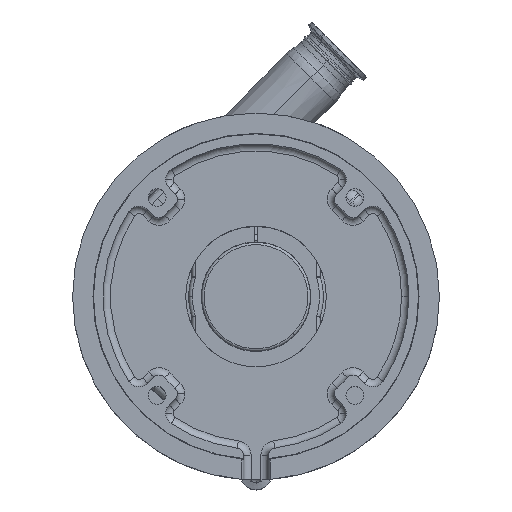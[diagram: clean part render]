
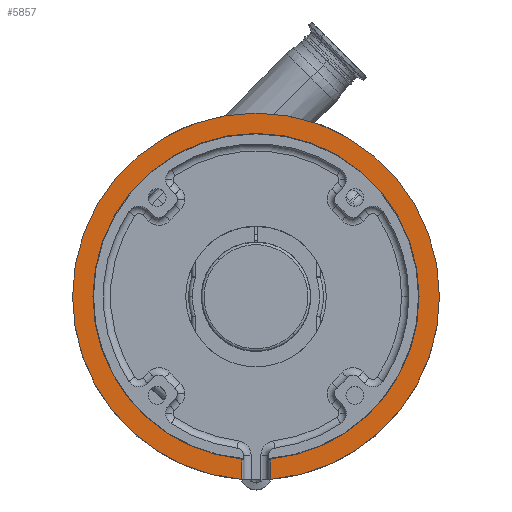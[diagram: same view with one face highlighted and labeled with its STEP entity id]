
A CAD part, top view. The second image highlights one B-rep face of the part: STEP entity #5857.
In plain terms, the highlighted planar face has unit normal (0, 0, 1).
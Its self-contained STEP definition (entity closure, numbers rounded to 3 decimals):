
#478 = DIRECTION ( 'NONE',  ( 0., 0., -1. ) ) ;
#729 = CARTESIAN_POINT ( 'NONE',  ( 11.528, -149.556, 197. ) ) ;
#1084 = VERTEX_POINT ( 'NONE', #4332 ) ;
#1756 = DIRECTION ( 'NONE',  ( 0., 0., -1. ) ) ;
#1904 = VECTOR ( 'NONE', #3227, 1000. ) ;
#2028 = CARTESIAN_POINT ( 'NONE',  ( -133.35, 0., 197. ) ) ;
#2030 = CIRCLE ( 'NONE', #10803, 133.35 ) ;
#2367 = ORIENTED_EDGE ( 'NONE', *, *, #20060, .F. ) ;
#2967 = DIRECTION ( 'NONE',  ( 0., 0., -1. ) ) ;
#2993 = CARTESIAN_POINT ( 'NONE',  ( 11.528, -170.402, 197. ) ) ;
#3227 = DIRECTION ( 'NONE',  ( 0., 1., 0. ) ) ;
#3643 = CARTESIAN_POINT ( 'NONE',  ( 0., 0., 197. ) ) ;
#4281 = CARTESIAN_POINT ( 'NONE',  ( 0., 0., 197. ) ) ;
#4329 = VERTEX_POINT ( 'NONE', #4695 ) ;
#4332 = CARTESIAN_POINT ( 'NONE',  ( 150., 0., 197. ) ) ;
#4676 = CARTESIAN_POINT ( 'NONE',  ( 0., 0., 197. ) ) ;
#4695 = CARTESIAN_POINT ( 'NONE',  ( -11.528, -149.556, 197. ) ) ;
#4750 = DIRECTION ( 'NONE',  ( -1., 0., 0. ) ) ;
#5186 = CIRCLE ( 'NONE', #5961, 150. ) ;
#5375 = CIRCLE ( 'NONE', #14174, 150. ) ;
#5857 = ADVANCED_FACE ( 'NONE', ( #15570 ), #17478, .T. ) ;
#5961 = AXIS2_PLACEMENT_3D ( 'NONE', #3643, #10702, #14272 ) ;
#6591 = ORIENTED_EDGE ( 'NONE', *, *, #18213, .T. ) ;
#6615 = CARTESIAN_POINT ( 'NONE',  ( 0., 0., 197. ) ) ;
#6737 = DIRECTION ( 'NONE',  ( -1., 0., 0. ) ) ;
#6773 = DIRECTION ( 'NONE',  ( 1., 0., 0. ) ) ;
#7512 = CIRCLE ( 'NONE', #10571, 150. ) ;
#8569 = EDGE_CURVE ( 'NONE', #14444, #1084, #5186, .T. ) ;
#8811 = EDGE_CURVE ( 'NONE', #4329, #14444, #7512, .T. ) ;
#8814 = ORIENTED_EDGE ( 'NONE', *, *, #13826, .T. ) ;
#9720 = EDGE_CURVE ( 'NONE', #13778, #11309, #12935, .T. ) ;
#10056 = ORIENTED_EDGE ( 'NONE', *, *, #10277, .F. ) ;
#10238 = VERTEX_POINT ( 'NONE', #12107 ) ;
#10277 = EDGE_CURVE ( 'NONE', #16094, #16060, #19598, .T. ) ;
#10571 = AXIS2_PLACEMENT_3D ( 'NONE', #6615, #11776, #6737 ) ;
#10702 = DIRECTION ( 'NONE',  ( 0., 0., -1. ) ) ;
#10803 = AXIS2_PLACEMENT_3D ( 'NONE', #4281, #478, #18511 ) ;
#10958 = ORIENTED_EDGE ( 'NONE', *, *, #12443, .F. ) ;
#11309 = VERTEX_POINT ( 'NONE', #12705 ) ;
#11421 = ORIENTED_EDGE ( 'NONE', *, *, #8811, .F. ) ;
#11775 = DIRECTION ( 'NONE',  ( 0., -1., 0. ) ) ;
#11776 = DIRECTION ( 'NONE',  ( 0., 0., -1. ) ) ;
#12107 = CARTESIAN_POINT ( 'NONE',  ( -11.528, -132.851, 197. ) ) ;
#12117 = DIRECTION ( 'NONE',  ( 0., 0., 1. ) ) ;
#12309 = CARTESIAN_POINT ( 'NONE',  ( 0., 0., 197. ) ) ;
#12443 = EDGE_CURVE ( 'NONE', #1084, #16094, #5375, .T. ) ;
#12483 = ORIENTED_EDGE ( 'NONE', *, *, #8569, .F. ) ;
#12705 = CARTESIAN_POINT ( 'NONE',  ( 133.35, 0., 197. ) ) ;
#12935 = CIRCLE ( 'NONE', #14832, 133.35 ) ;
#13437 = DIRECTION ( 'NONE',  ( 0., 0., -1. ) ) ;
#13554 = CARTESIAN_POINT ( 'NONE',  ( -11.528, -99.499, 197. ) ) ;
#13778 = VERTEX_POINT ( 'NONE', #2028 ) ;
#13826 = EDGE_CURVE ( 'NONE', #10238, #13778, #2030, .T. ) ;
#14174 = AXIS2_PLACEMENT_3D ( 'NONE', #12309, #2967, #4750 ) ;
#14272 = DIRECTION ( 'NONE',  ( -1., 0., 0. ) ) ;
#14444 = VERTEX_POINT ( 'NONE', #17479 ) ;
#14832 = AXIS2_PLACEMENT_3D ( 'NONE', #23594, #1756, #6773 ) ;
#14953 = CARTESIAN_POINT ( 'NONE',  ( 11.528, -132.851, 197. ) ) ;
#15472 = DIRECTION ( 'NONE',  ( 1., 0., 0. ) ) ;
#15570 = FACE_OUTER_BOUND ( 'NONE', #22042, .T. ) ;
#16060 = VERTEX_POINT ( 'NONE', #14953 ) ;
#16094 = VERTEX_POINT ( 'NONE', #729 ) ;
#16596 = AXIS2_PLACEMENT_3D ( 'NONE', #4676, #12117, #17370 ) ;
#17370 = DIRECTION ( 'NONE',  ( 1., 0., 0. ) ) ;
#17375 = CARTESIAN_POINT ( 'NONE',  ( 0., 0., 197. ) ) ;
#17478 = PLANE ( 'NONE',  #16596 ) ;
#17479 = CARTESIAN_POINT ( 'NONE',  ( -150., 0., 197. ) ) ;
#18213 = EDGE_CURVE ( 'NONE', #11309, #16060, #18855, .T. ) ;
#18511 = DIRECTION ( 'NONE',  ( 1., 0., 0. ) ) ;
#18855 = CIRCLE ( 'NONE', #21122, 133.35 ) ;
#19020 = LINE ( 'NONE', #13554, #21281 ) ;
#19598 = LINE ( 'NONE', #2993, #1904 ) ;
#19816 = ORIENTED_EDGE ( 'NONE', *, *, #9720, .T. ) ;
#20060 = EDGE_CURVE ( 'NONE', #10238, #4329, #19020, .T. ) ;
#21122 = AXIS2_PLACEMENT_3D ( 'NONE', #17375, #13437, #15472 ) ;
#21281 = VECTOR ( 'NONE', #11775, 1000. ) ;
#22042 = EDGE_LOOP ( 'NONE', ( #11421, #2367, #8814, #19816, #6591, #10056, #10958, #12483 ) ) ;
#23594 = CARTESIAN_POINT ( 'NONE',  ( 0., 0., 197. ) ) ;
